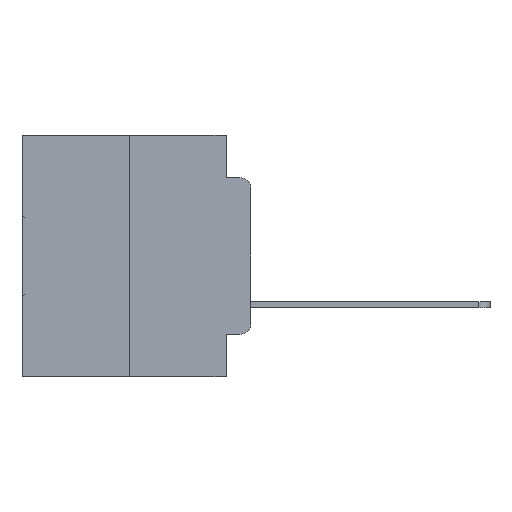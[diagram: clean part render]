
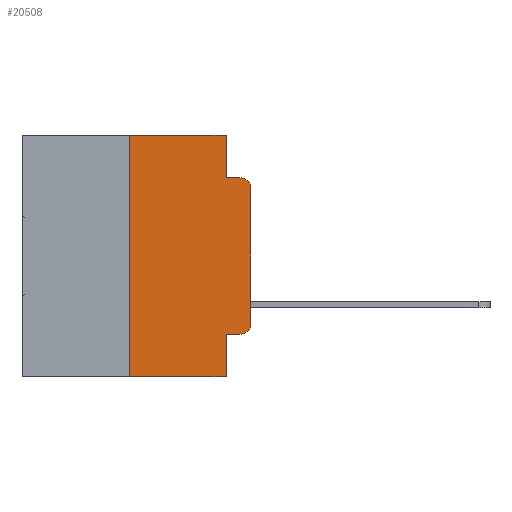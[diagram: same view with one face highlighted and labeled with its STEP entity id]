
A CAD part, left-side view. The second image highlights one B-rep face of the part: STEP entity #20508.
In plain terms, the highlighted planar face has unit normal (-1, 0, 0).
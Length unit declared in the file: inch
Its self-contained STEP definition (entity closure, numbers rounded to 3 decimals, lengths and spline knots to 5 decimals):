
#120 = VERTEX_POINT ( 'NONE', #14237 ) ;
#457 = AXIS2_PLACEMENT_3D ( 'NONE', #30314, #16298, #1279 ) ;
#787 = VECTOR ( 'NONE', #12565, 39.37008 ) ;
#833 = VECTOR ( 'NONE', #15067, 39.37008 ) ;
#1279 = DIRECTION ( 'NONE',  ( 0., 0., -1. ) ) ;
#1606 = EDGE_CURVE ( 'NONE', #8837, #28751, #15973, .T. ) ;
#1876 = VECTOR ( 'NONE', #29991, 39.37008 ) ;
#3036 = CARTESIAN_POINT ( 'NONE',  ( 0., 0.051, -0.0885 ) ) ;
#3577 = EDGE_CURVE ( 'NONE', #18645, #9567, #20132, .T. ) ;
#3715 = EDGE_CURVE ( 'NONE', #4165, #23361, #3869, .T. ) ;
#3869 = LINE ( 'NONE', #11929, #16321 ) ;
#4165 = VERTEX_POINT ( 'NONE', #27905 ) ;
#6085 = CARTESIAN_POINT ( 'NONE',  ( 0., 0.051, 0. ) ) ;
#6933 = CARTESIAN_POINT ( 'NONE',  ( 0., 0.02, -0.4115 ) ) ;
#7040 = LINE ( 'NONE', #10054, #12716 ) ;
#7178 = VECTOR ( 'NONE', #30392, 39.37008 ) ;
#7750 = LINE ( 'NONE', #10128, #787 ) ;
#7831 = CIRCLE ( 'NONE', #27845, 0.02 ) ;
#8009 = CARTESIAN_POINT ( 'NONE',  ( 0., 0.051, -0.0885 ) ) ;
#8077 = ORIENTED_EDGE ( 'NONE', *, *, #18957, .F. ) ;
#8828 = VECTOR ( 'NONE', #29931, 39.37008 ) ;
#8837 = VERTEX_POINT ( 'NONE', #20941 ) ;
#8869 = CARTESIAN_POINT ( 'NONE',  ( 0., 0.051, -0.4115 ) ) ;
#9164 = EDGE_CURVE ( 'NONE', #29310, #120, #7040, .T. ) ;
#9519 = DIRECTION ( 'NONE',  ( 0., -1., 0. ) ) ;
#9567 = VERTEX_POINT ( 'NONE', #6933 ) ;
#9729 = CIRCLE ( 'NONE', #457, 0.02 ) ;
#9964 = ORIENTED_EDGE ( 'NONE', *, *, #23935, .T. ) ;
#10054 = CARTESIAN_POINT ( 'NONE',  ( 0., 0.473, -0.5 ) ) ;
#10128 = CARTESIAN_POINT ( 'NONE',  ( 0., 0.051, 0. ) ) ;
#10816 = CARTESIAN_POINT ( 'NONE',  ( 0., 0.051, 0. ) ) ;
#11202 = DIRECTION ( 'NONE',  ( -1., 0., 0. ) ) ;
#11899 = VERTEX_POINT ( 'NONE', #30200 ) ;
#11929 = CARTESIAN_POINT ( 'NONE',  ( 0., 0.473, 0. ) ) ;
#12491 = DIRECTION ( 'NONE',  ( 0., -1., 0. ) ) ;
#12527 = CARTESIAN_POINT ( 'NONE',  ( 0., 0.25, 0. ) ) ;
#12565 = DIRECTION ( 'NONE',  ( 0., 0., -1. ) ) ;
#12716 = VECTOR ( 'NONE', #12491, 39.37008 ) ;
#14237 = CARTESIAN_POINT ( 'NONE',  ( 0., 0.051, -0.5 ) ) ;
#14598 = PLANE ( 'NONE',  #21936 ) ;
#14800 = CARTESIAN_POINT ( 'NONE',  ( 0., 0.25, -0.5 ) ) ;
#15067 = DIRECTION ( 'NONE',  ( 0., 0., 1. ) ) ;
#15255 = CARTESIAN_POINT ( 'NONE',  ( 0., 0., -0.1085 ) ) ;
#15286 = EDGE_CURVE ( 'NONE', #18645, #120, #7750, .T. ) ;
#15743 = ORIENTED_EDGE ( 'NONE', *, *, #15286, .F. ) ;
#15973 = LINE ( 'NONE', #21647, #1876 ) ;
#16298 = DIRECTION ( 'NONE',  ( -1., 0., 0. ) ) ;
#16321 = VECTOR ( 'NONE', #9519, 39.37008 ) ;
#16859 = ORIENTED_EDGE ( 'NONE', *, *, #27952, .F. ) ;
#17041 = DIRECTION ( 'NONE',  ( 0., 0., -1. ) ) ;
#17694 = EDGE_LOOP ( 'NONE', ( #18753, #31047, #8077, #21734, #27921, #16859, #21379, #15743, #28304, #9964 ) ) ;
#17982 = VERTEX_POINT ( 'NONE', #3036 ) ;
#18645 = VERTEX_POINT ( 'NONE', #8869 ) ;
#18714 = CARTESIAN_POINT ( 'NONE',  ( 0., 0.051, -0.4115 ) ) ;
#18753 = ORIENTED_EDGE ( 'NONE', *, *, #1606, .T. ) ;
#18957 = EDGE_CURVE ( 'NONE', #17982, #11899, #27370, .T. ) ;
#20132 = LINE ( 'NONE', #18714, #7178 ) ;
#20508 = ADVANCED_FACE ( 'NONE', ( #30455 ), #14598, .F. ) ;
#20706 = LINE ( 'NONE', #12527, #833 ) ;
#20941 = CARTESIAN_POINT ( 'NONE',  ( 0., 0., -0.3915 ) ) ;
#21162 = VECTOR ( 'NONE', #22544, 39.37008 ) ;
#21379 = ORIENTED_EDGE ( 'NONE', *, *, #9164, .T. ) ;
#21647 = CARTESIAN_POINT ( 'NONE',  ( 0., 0., 0. ) ) ;
#21734 = ORIENTED_EDGE ( 'NONE', *, *, #28915, .F. ) ;
#21936 = AXIS2_PLACEMENT_3D ( 'NONE', #28661, #30974, #17041 ) ;
#22544 = DIRECTION ( 'NONE',  ( 0., -1., 0. ) ) ;
#23361 = VERTEX_POINT ( 'NONE', #10816 ) ;
#23935 = EDGE_CURVE ( 'NONE', #9567, #8837, #7831, .T. ) ;
#25699 = CARTESIAN_POINT ( 'NONE',  ( 0., 0.02, -0.3915 ) ) ;
#27370 = LINE ( 'NONE', #8009, #21162 ) ;
#27845 = AXIS2_PLACEMENT_3D ( 'NONE', #25699, #11202, #27954 ) ;
#27905 = CARTESIAN_POINT ( 'NONE',  ( 0., 0.25, 0. ) ) ;
#27920 = LINE ( 'NONE', #6085, #8828 ) ;
#27921 = ORIENTED_EDGE ( 'NONE', *, *, #3715, .F. ) ;
#27952 = EDGE_CURVE ( 'NONE', #29310, #4165, #20706, .T. ) ;
#27954 = DIRECTION ( 'NONE',  ( 0., 0., -1. ) ) ;
#28304 = ORIENTED_EDGE ( 'NONE', *, *, #3577, .T. ) ;
#28661 = CARTESIAN_POINT ( 'NONE',  ( 0., 0.473, 0. ) ) ;
#28751 = VERTEX_POINT ( 'NONE', #15255 ) ;
#28915 = EDGE_CURVE ( 'NONE', #23361, #17982, #27920, .T. ) ;
#29310 = VERTEX_POINT ( 'NONE', #14800 ) ;
#29931 = DIRECTION ( 'NONE',  ( 0., 0., -1. ) ) ;
#29991 = DIRECTION ( 'NONE',  ( 0., 0., 1. ) ) ;
#30200 = CARTESIAN_POINT ( 'NONE',  ( 0., 0.02, -0.0885 ) ) ;
#30314 = CARTESIAN_POINT ( 'NONE',  ( 0., 0.02, -0.1085 ) ) ;
#30392 = DIRECTION ( 'NONE',  ( 0., -1., 0. ) ) ;
#30455 = FACE_OUTER_BOUND ( 'NONE', #17694, .T. ) ;
#30974 = DIRECTION ( 'NONE',  ( 1., 0., 0. ) ) ;
#31047 = ORIENTED_EDGE ( 'NONE', *, *, #31323, .T. ) ;
#31323 = EDGE_CURVE ( 'NONE', #28751, #11899, #9729, .T. ) ;
